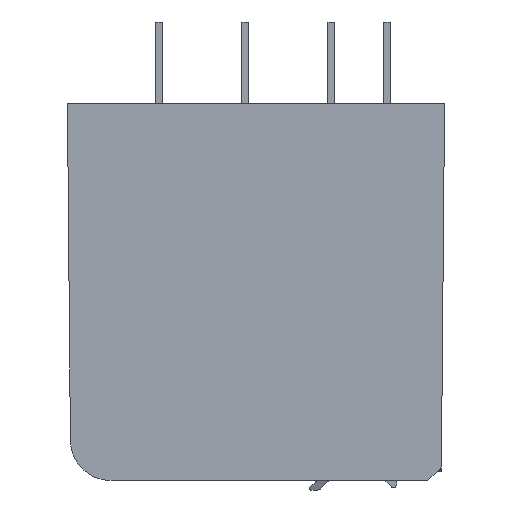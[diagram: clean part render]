
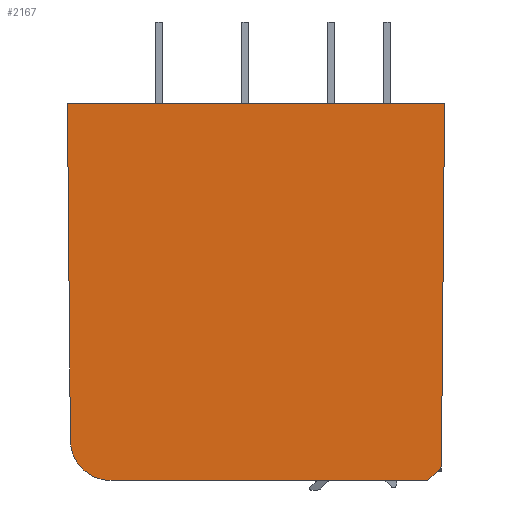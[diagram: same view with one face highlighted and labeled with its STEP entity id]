
A CAD part, left-side view. The second image highlights one B-rep face of the part: STEP entity #2167.
In plain terms, the highlighted planar face has unit normal (-1, 0, -0.009).
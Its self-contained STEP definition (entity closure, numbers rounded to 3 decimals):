
#134=CARTESIAN_POINT('',(-10.657,10.683,-27.8));
#135=CARTESIAN_POINT('',(-10.657,10.931,-27.8));
#136=CARTESIAN_POINT('',(-10.658,11.369,-27.742));
#137=CARTESIAN_POINT('',(-10.66,12.108,-27.487));
#138=CARTESIAN_POINT('',(-10.665,12.837,-26.973));
#139=CARTESIAN_POINT('',(-10.671,13.358,-26.248));
#140=CARTESIAN_POINT('',(-10.677,13.619,-25.511));
#141=CARTESIAN_POINT('',(-10.681,13.681,-25.074));
#142=CARTESIAN_POINT('',(-10.683,13.683,-24.826));
#144=DIRECTION('',(-0.009,0.009,1.));
#145=VECTOR('',#144,24.828);
#146=CARTESIAN_POINT('',(-10.683,13.683,-24.826));
#147=LINE('',#146,#145);
#148=DIRECTION('',(0.,-1.,0.));
#149=VECTOR('',#148,27.8);
#150=CARTESIAN_POINT('',(-10.9,13.9,0.));
#151=LINE('',#150,#149);
#152=DIRECTION('',(0.009,0.009,-1.));
#153=VECTOR('',#152,26.802);
#154=CARTESIAN_POINT('',(-10.9,-13.9,0.));
#155=LINE('',#154,#153);
#156=DIRECTION('',(0.006,0.707,-0.707));
#157=VECTOR('',#156,1.414);
#158=CARTESIAN_POINT('',(-10.666,-13.666,
-26.8));
#159=LINE('',#158,#157);
#160=DIRECTION('',(0.,1.,0.));
#161=VECTOR('',#160,23.35);
#162=CARTESIAN_POINT('',(-10.657,-12.666,-27.8));
#163=LINE('',#162,#161);
#1672=CARTESIAN_POINT('',(-10.683,13.683,
-24.826));
#1673=CARTESIAN_POINT('',(-10.9,13.9,0.));
#1674=VERTEX_POINT('',#1672);
#1675=VERTEX_POINT('',#1673);
#1676=CARTESIAN_POINT('',(-10.9,-13.9,0.));
#1677=VERTEX_POINT('',#1676);
#1678=CARTESIAN_POINT('',(-10.666,-13.666,
-26.8));
#1679=VERTEX_POINT('',#1678);
#1680=CARTESIAN_POINT('',(-10.657,-12.666,-27.8));
#1681=CARTESIAN_POINT('',(-10.657,10.683,-27.8));
#1682=VERTEX_POINT('',#1680);
#1683=VERTEX_POINT('',#1681);
#2148=CARTESIAN_POINT('',(-10.9,14.439,0.));
#2149=DIRECTION('',(1.,0.,0.009));
#2150=DIRECTION('',(0.,1.,0.));
#2151=AXIS2_PLACEMENT_3D('',#2148,#2149,#2150);
#2152=PLANE('',#2151);
#2154=ORIENTED_EDGE('',*,*,#2153,.T.);
#2156=ORIENTED_EDGE('',*,*,#2155,.T.);
#2158=ORIENTED_EDGE('',*,*,#2157,.T.);
#2160=ORIENTED_EDGE('',*,*,#2159,.T.);
#2162=ORIENTED_EDGE('',*,*,#2161,.T.);
#2164=ORIENTED_EDGE('',*,*,#2163,.T.);
#2165=EDGE_LOOP('',(#2154,#2156,#2158,#2160,#2162,#2164));
#2166=FACE_OUTER_BOUND('',#2165,.F.);
#143=B_SPLINE_CURVE_WITH_KNOTS('',3,(#134,#135,#136,#137,#138,#139,#140,#141,
#142),.UNSPECIFIED.,.F.,.F.,(4,1,1,1,1,1,4),(0.,0.125,0.25,0.5,0.75,
0.875,1.),.UNSPECIFIED.);
#2153=EDGE_CURVE('',#1683,#1674,#143,.T.);
#2155=EDGE_CURVE('',#1674,#1675,#147,.T.);
#2157=EDGE_CURVE('',#1675,#1677,#151,.T.);
#2159=EDGE_CURVE('',#1677,#1679,#155,.T.);
#2161=EDGE_CURVE('',#1679,#1682,#159,.T.);
#2163=EDGE_CURVE('',#1682,#1683,#163,.T.);
#2167=ADVANCED_FACE('',(#2166),#2152,.F.);
